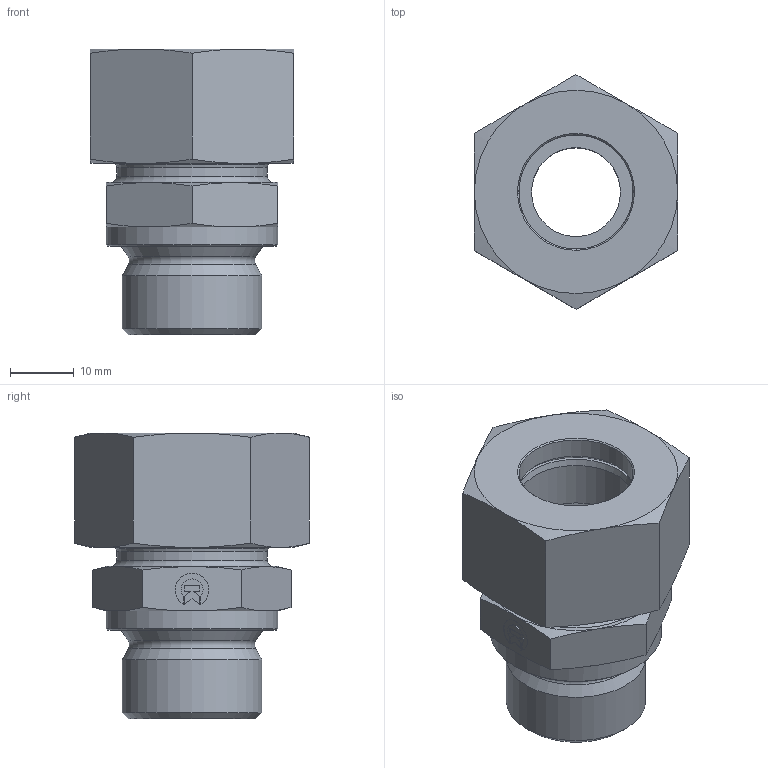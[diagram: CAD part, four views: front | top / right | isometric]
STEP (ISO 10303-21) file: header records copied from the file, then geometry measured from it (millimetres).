
FILE_DESCRIPTION((''),'2;1');
FILE_NAME('021182226.stp','2014-07-28T12:00:57',(''),('KNOMI spol. s r. o.'),'Autodesk Inventor 2012','Autodesk Inventor 2012','');
FILE_SCHEMA(('AUTOMOTIVE_DESIGN { 1 2 10303 214 0 1 1 1 }'));
Length unit declared in the file: millimetre
Products named in the file (4): PHAM2K 18LM   M22/M26; 011 18 2226; 40118; 3911826
Assembly tree (3 placements, depth 2):
  PHAM2K 18LM   M22/M26
    011 18 2226
    40118
    3911826
Bounding box: 32.01 x 36.95 x 45 mm (x, y, z)
Volume: 20265.8 mm3; surface area: 11132.2 mm2
Topology: 3 solids, 3 shells, 112 faces, 256 edges, 160 vertices
Faces by surface type: plane 52, cone 40, cylinder 15, torus 5
Full cylindrical faces by diameter (mm): 14 x1, 18 x3, 20.3 x1, 22 x1, 23 x1, 23.7 x1, 24.376 x1, 26 x1, 27 x1
Entity records: 3100 total; most frequent: CARTESIAN_POINT 585, DIRECTION 480, ORIENTED_EDGE 432, EDGE_CURVE 216, AXIS2_PLACEMENT_3D 191, EDGE_LOOP 158, VERTEX_POINT 150, STYLED_ITEM 115
